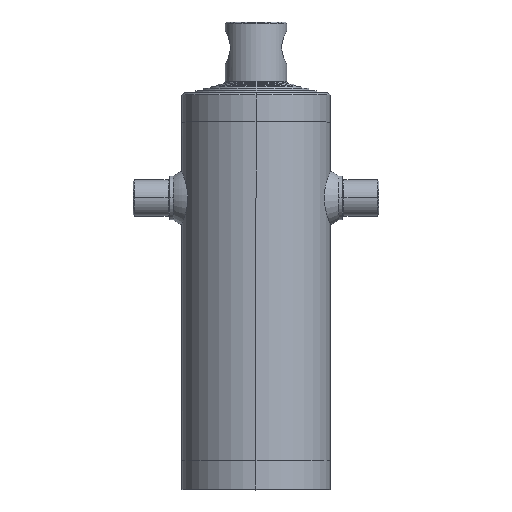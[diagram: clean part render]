
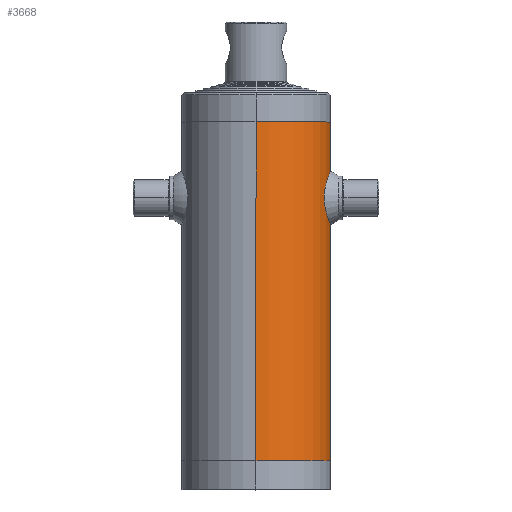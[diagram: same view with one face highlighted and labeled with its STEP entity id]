
A CAD part, top view. The second image highlights one B-rep face of the part: STEP entity #3668.
In plain terms, the highlighted cylindrical face has radius 102 mm (diameter 204 mm), a partial arc.
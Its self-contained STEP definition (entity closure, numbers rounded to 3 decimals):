
#498 = DIRECTION ( 'NONE',  ( 0., 0., 1. ) ) ;
#556 = CARTESIAN_POINT ( 'NONE',  ( 0., 40., -102. ) ) ;
#573 = LINE ( 'NONE', #9739, #4671 ) ;
#654 = FACE_OUTER_BOUND ( 'NONE', #5723, .T. ) ;
#1153 = DIRECTION ( 'NONE',  ( 0., -1., 0. ) ) ;
#1296 = DIRECTION ( 'NONE',  ( 0., -1., 0. ) ) ;
#1319 = CARTESIAN_POINT ( 'NONE',  ( 0., 504., 0. ) ) ;
#1523 = CARTESIAN_POINT ( 'NONE',  ( 0., 504., -102. ) ) ;
#1662 = EDGE_CURVE ( 'NONE', #5950, #5591, #573, .T. ) ;
#1867 = CARTESIAN_POINT ( 'NONE',  ( 0., -17.46, -102. ) ) ;
#1885 = CIRCLE ( 'NONE', #2326, 102. ) ;
#1955 = VECTOR ( 'NONE', #4945, 1000. ) ;
#2086 = DIRECTION ( 'NONE',  ( 0., 0., 1. ) ) ;
#2127 = ORIENTED_EDGE ( 'NONE', *, *, #4929, .T. ) ;
#2139 = AXIS2_PLACEMENT_3D ( 'NONE', #9701, #3605, #498 ) ;
#2326 = AXIS2_PLACEMENT_3D ( 'NONE', #5764, #1153, #6516 ) ;
#3507 = EDGE_CURVE ( 'NONE', #8946, #5591, #1885, .T. ) ;
#3605 = DIRECTION ( 'NONE',  ( 0., -1., 0. ) ) ;
#3668 = ADVANCED_FACE ( 'NONE', ( #654 ), #4506, .T. ) ;
#3740 = LINE ( 'NONE', #1867, #1955 ) ;
#4506 = CYLINDRICAL_SURFACE ( 'NONE', #2139, 102. ) ;
#4671 = VECTOR ( 'NONE', #1296, 1000. ) ;
#4929 = EDGE_CURVE ( 'NONE', #6234, #5950, #7139, .T. ) ;
#4945 = DIRECTION ( 'NONE',  ( 0., -1., 0. ) ) ;
#5043 = CARTESIAN_POINT ( 'NONE',  ( 0., 504., 102. ) ) ;
#5591 = VERTEX_POINT ( 'NONE', #6879 ) ;
#5723 = EDGE_LOOP ( 'NONE', ( #9770, #2127, #6569, #7127 ) ) ;
#5764 = CARTESIAN_POINT ( 'NONE',  ( 0., 40., 0. ) ) ;
#5888 = EDGE_CURVE ( 'NONE', #6234, #8946, #3740, .T. ) ;
#5950 = VERTEX_POINT ( 'NONE', #5043 ) ;
#6234 = VERTEX_POINT ( 'NONE', #1523 ) ;
#6516 = DIRECTION ( 'NONE',  ( 0., 0., 1. ) ) ;
#6569 = ORIENTED_EDGE ( 'NONE', *, *, #1662, .T. ) ;
#6661 = DIRECTION ( 'NONE',  ( 0., -1., 0. ) ) ;
#6879 = CARTESIAN_POINT ( 'NONE',  ( 0., 40., 102. ) ) ;
#7127 = ORIENTED_EDGE ( 'NONE', *, *, #3507, .F. ) ;
#7139 = CIRCLE ( 'NONE', #7528, 102. ) ;
#7528 = AXIS2_PLACEMENT_3D ( 'NONE', #1319, #6661, #2086 ) ;
#8946 = VERTEX_POINT ( 'NONE', #556 ) ;
#9701 = CARTESIAN_POINT ( 'NONE',  ( 0., -17.46, 0. ) ) ;
#9739 = CARTESIAN_POINT ( 'NONE',  ( 0., -17.46, 102. ) ) ;
#9770 = ORIENTED_EDGE ( 'NONE', *, *, #5888, .F. ) ;
